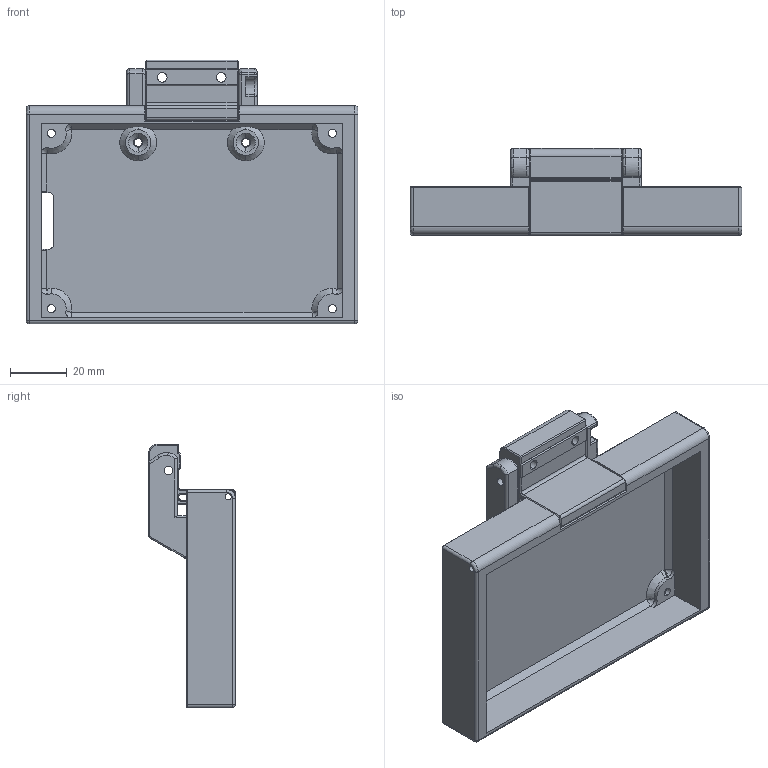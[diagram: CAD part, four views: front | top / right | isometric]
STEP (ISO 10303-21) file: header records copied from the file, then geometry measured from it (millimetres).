
FILE_DESCRIPTION (( 'STEP AP214' ), '1' );
FILE_NAME ('ass_b2v_lcd.STEP', '2024-01-16T13:03:59', ( '' ), ( '' ), 'SwSTEP 2.0', 'SolidWorks 2022', '' );
FILE_SCHEMA (( 'AUTOMOTIVE_DESIGN' ));
Length unit declared in the file: millimetre
Products named in the file (4): ass_b2v_lcd; b2v_lcd_case_frontale; b2v_lcd_braccio_posterione; b2v_lcd_cerniera
Assembly tree (3 placements, depth 2):
  ass_b2v_lcd
    b2v_lcd_case_frontale
    b2v_lcd_braccio_posterione
    b2v_lcd_cerniera
Bounding box: 117 x 30.6 x 92.9 mm (x, y, z)
Volume: 52146.2 mm3; surface area: 40948.1 mm2
Topology: 3 solids, 3 shells, 368 faces, 910 edges, 538 vertices
Faces by surface type: plane 128, cylinder 127, cone 87, bspline 24, sphere 2
Entity records: 11671 total; most frequent: CARTESIAN_POINT 2907, DIRECTION 1827, ORIENTED_EDGE 1788, EDGE_CURVE 894, AXIS2_PLACEMENT_3D 674, VERTEX_POINT 538, VECTOR 479, LINE 479
